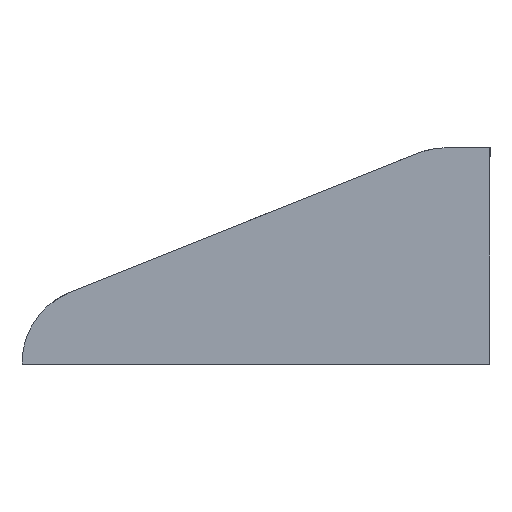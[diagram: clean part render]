
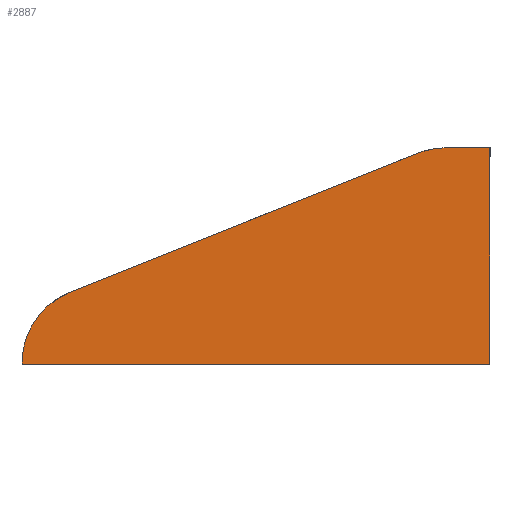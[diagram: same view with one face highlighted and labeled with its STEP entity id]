
A CAD part, left-side view. The second image highlights one B-rep face of the part: STEP entity #2887.
In plain terms, the highlighted planar face has unit normal (-1, 0, 0).
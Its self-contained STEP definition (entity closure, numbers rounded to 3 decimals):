
#330=PLANE('',#3098);
#504=FACE_OUTER_BOUND('',#690,.T.);
#690=EDGE_LOOP('',(#2689,#2690,#2691,#2692,#2693,#2694,#2695));
#694=LINE('',#3734,#915);
#703=LINE('',#3770,#924);
#808=LINE('',#5145,#1029);
#909=LINE('',#5961,#1130);
#911=LINE('',#5964,#1132);
#915=VECTOR('',#3115,10.);
#924=VECTOR('',#3156,10.);
#1029=VECTOR('',#3399,10.);
#1130=VECTOR('',#3708,10.);
#1132=VECTOR('',#3712,10.);
#1167=CIRCLE('',#2989,6.5);
#1174=CIRCLE('',#3000,6.5);
#1192=VERTEX_POINT('',#3731);
#1193=VERTEX_POINT('',#3733);
#1204=VERTEX_POINT('',#3769);
#1340=VERTEX_POINT('',#5097);
#1341=VERTEX_POINT('',#5099);
#1352=VERTEX_POINT('',#5143);
#1366=VERTEX_POINT('',#5185);
#1441=EDGE_CURVE('',#1193,#1192,#694,.F.);
#1459=EDGE_CURVE('',#1193,#1204,#703,.F.);
#1666=EDGE_CURVE('',#1340,#1341,#1167,.F.);
#1679=EDGE_CURVE('',#1352,#1340,#808,.F.);
#1697=EDGE_CURVE('',#1366,#1352,#1174,.F.);
#1853=EDGE_CURVE('',#1192,#1341,#909,.T.);
#1855=EDGE_CURVE('',#1204,#1366,#911,.F.);
#2689=ORIENTED_EDGE('',*,*,#1697,.F.);
#2690=ORIENTED_EDGE('',*,*,#1855,.F.);
#2691=ORIENTED_EDGE('',*,*,#1459,.F.);
#2692=ORIENTED_EDGE('',*,*,#1441,.T.);
#2693=ORIENTED_EDGE('',*,*,#1853,.T.);
#2694=ORIENTED_EDGE('',*,*,#1666,.F.);
#2695=ORIENTED_EDGE('',*,*,#1679,.F.);
#2887=ADVANCED_FACE('',(#504),#330,.T.);
#2989=AXIS2_PLACEMENT_3D('',#5100,#3386,#3387);
#3000=AXIS2_PLACEMENT_3D('',#5187,#3425,#3426);
#3098=AXIS2_PLACEMENT_3D('',#5966,#3715,#3716);
#3115=DIRECTION('',(0.,0.,1.));
#3156=DIRECTION('',(0.,1.,0.));
#3386=DIRECTION('center_axis',(-1.,0.,0.));
#3387=DIRECTION('ref_axis',(0.,-0.189,-0.982));
#3399=DIRECTION('',(0.,-0.928,0.371));
#3425=DIRECTION('center_axis',(-1.,0.,0.));
#3426=DIRECTION('ref_axis',(0.,-0.828,-0.561));
#3708=DIRECTION('',(0.,-1.,0.));
#3712=DIRECTION('',(0.,0.,1.));
#3715=DIRECTION('center_axis',(-1.,0.,0.));
#3716=DIRECTION('ref_axis',(0.,0.,
-1.));
#3731=CARTESIAN_POINT('',(-190.144,-99.991,79.274));
#3733=CARTESIAN_POINT('',(-190.144,-99.991,97.774));
#3734=CARTESIAN_POINT('',(-190.144,-99.991,93.149));
#3769=CARTESIAN_POINT('',(-190.144,-139.991,97.774));
#3770=CARTESIAN_POINT('',(-190.144,-99.991,97.774));
#5097=CARTESIAN_POINT('',(-190.144,-106.153,79.739));
#5099=CARTESIAN_POINT('',(-190.144,-103.739,79.274));
#5100=CARTESIAN_POINT('Origin',(-190.144,-103.739,85.774));
#5143=CARTESIAN_POINT('',(-190.144,-135.905,91.64));
#5145=CARTESIAN_POINT('',(-190.144,-114.775,83.188));
#5185=CARTESIAN_POINT('',(-190.144,-139.991,97.675));
#5187=CARTESIAN_POINT('Origin',(-190.144,-133.491,97.675));
#5961=CARTESIAN_POINT('',(-190.144,-99.991,79.274));
#5964=CARTESIAN_POINT('',(-190.144,-139.991,93.149));
#5966=CARTESIAN_POINT('Origin',(-190.144,-99.991,97.774));
